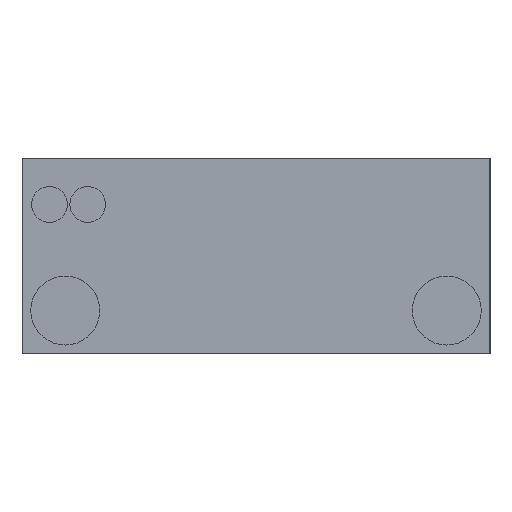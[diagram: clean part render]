
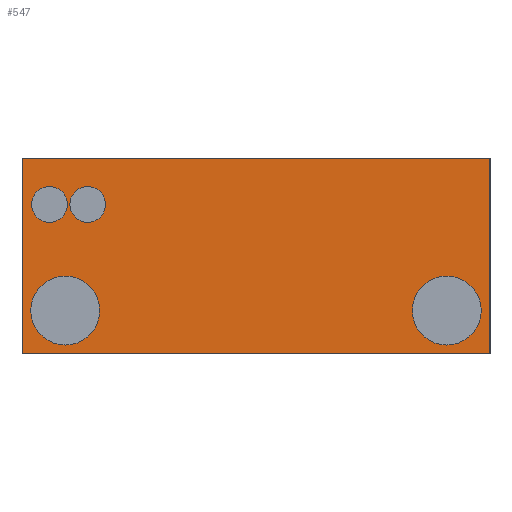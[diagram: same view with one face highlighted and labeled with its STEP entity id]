
A CAD part, left-side view. The second image highlights one B-rep face of the part: STEP entity #547.
In plain terms, the highlighted planar face has unit normal (-1, 0, 0).
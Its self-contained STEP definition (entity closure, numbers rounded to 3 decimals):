
#7 = CARTESIAN_POINT ( 'NONE',  ( -15., 5.208, 1.43 ) ) ;
#24 = DIRECTION ( 'NONE',  ( 0., 1., 0. ) ) ;
#26 = AXIS2_PLACEMENT_3D ( 'NONE', #759, #31, #24 ) ;
#31 = DIRECTION ( 'NONE',  ( -1., 0., 0. ) ) ;
#36 = DIRECTION ( 'NONE',  ( 1., 0., 0. ) ) ;
#54 = VERTEX_POINT ( 'NONE', #56 ) ;
#55 = DIRECTION ( 'NONE',  ( -1., 0., 0. ) ) ;
#56 = CARTESIAN_POINT ( 'NONE',  ( -15., 7.508, 1.43 ) ) ;
#57 = CARTESIAN_POINT ( 'NONE',  ( -15., 6.884, 4.968 ) ) ;
#65 = EDGE_CURVE ( 'NONE', #519, #653, #230, .T. ) ;
#69 = CARTESIAN_POINT ( 'NONE',  ( -15., 7.8, 0. ) ) ;
#86 = DIRECTION ( 'NONE',  ( -1., 0., 0. ) ) ;
#95 = CARTESIAN_POINT ( 'NONE',  ( -15., -6.358, 1.43 ) ) ;
#109 = FACE_BOUND ( 'NONE', #626, .T. ) ;
#124 = AXIS2_PLACEMENT_3D ( 'NONE', #730, #55, #179 ) ;
#134 = EDGE_CURVE ( 'NONE', #139, #239, #760, .T. ) ;
#139 = VERTEX_POINT ( 'NONE', #382 ) ;
#149 = DIRECTION ( 'NONE',  ( 0., 1., 0. ) ) ;
#151 = DIRECTION ( 'NONE',  ( 0., 1., 0. ) ) ;
#164 = ORIENTED_EDGE ( 'NONE', *, *, #241, .T. ) ;
#168 = EDGE_CURVE ( 'NONE', #614, #688, #406, .T. ) ;
#169 = LINE ( 'NONE', #337, #401 ) ;
#175 = CARTESIAN_POINT ( 'NONE',  ( -15., -7.8, 6.5 ) ) ;
#179 = DIRECTION ( 'NONE',  ( 0., 1., 0. ) ) ;
#183 = AXIS2_PLACEMENT_3D ( 'NONE', #707, #774, #471 ) ;
#200 = EDGE_CURVE ( 'NONE', #653, #501, #385, .T. ) ;
#202 = CARTESIAN_POINT ( 'NONE',  ( -15., -7.8, 0. ) ) ;
#207 = CARTESIAN_POINT ( 'NONE',  ( -15., 6.884, 4.968 ) ) ;
#208 = DIRECTION ( 'NONE',  ( 0., 1., 0. ) ) ;
#219 = CARTESIAN_POINT ( 'NONE',  ( -15., -6.358, 1.43 ) ) ;
#223 = ORIENTED_EDGE ( 'NONE', *, *, #412, .F. ) ;
#224 = FACE_BOUND ( 'NONE', #346, .T. ) ;
#230 = LINE ( 'NONE', #175, #771 ) ;
#239 = VERTEX_POINT ( 'NONE', #329 ) ;
#241 = EDGE_CURVE ( 'NONE', #519, #323, #569, .T. ) ;
#255 = EDGE_LOOP ( 'NONE', ( #467, #399 ) ) ;
#256 = CARTESIAN_POINT ( 'NONE',  ( -15., 5.61, 4.968 ) ) ;
#258 = CARTESIAN_POINT ( 'NONE',  ( -15., 7.8, 6.5 ) ) ;
#269 = VECTOR ( 'NONE', #632, 1000. ) ;
#271 = CARTESIAN_POINT ( 'NONE',  ( -15., 7.8, 6.5 ) ) ;
#274 = DIRECTION ( 'NONE',  ( 0., -1., 0. ) ) ;
#284 = ORIENTED_EDGE ( 'NONE', *, *, #134, .F. ) ;
#323 = VERTEX_POINT ( 'NONE', #69 ) ;
#329 = CARTESIAN_POINT ( 'NONE',  ( -15., 7.479, 4.968 ) ) ;
#336 = DIRECTION ( 'NONE',  ( 0., -1., 0. ) ) ;
#337 = CARTESIAN_POINT ( 'NONE',  ( -15., -7.8, 0. ) ) ;
#341 = AXIS2_PLACEMENT_3D ( 'NONE', #256, #698, #151 ) ;
#346 = EDGE_LOOP ( 'NONE', ( #223, #500 ) ) ;
#347 = CARTESIAN_POINT ( 'NONE',  ( -15., -7.508, 1.43 ) ) ;
#348 = ORIENTED_EDGE ( 'NONE', *, *, #200, .F. ) ;
#349 = AXIS2_PLACEMENT_3D ( 'NONE', #219, #36, #274 ) ;
#350 = CIRCLE ( 'NONE', #124, 1.15 ) ;
#362 = DIRECTION ( 'NONE',  ( 0., -1., 0. ) ) ;
#382 = CARTESIAN_POINT ( 'NONE',  ( -15., 6.289, 4.968 ) ) ;
#383 = DIRECTION ( 'NONE',  ( 1., 0., 0. ) ) ;
#385 = LINE ( 'NONE', #507, #269 ) ;
#399 = ORIENTED_EDGE ( 'NONE', *, *, #525, .F. ) ;
#401 = VECTOR ( 'NONE', #409, 1000. ) ;
#406 = CIRCLE ( 'NONE', #341, 0.595 ) ;
#409 = DIRECTION ( 'NONE',  ( 0., -1., 0. ) ) ;
#412 = EDGE_CURVE ( 'NONE', #54, #712, #414, .T. ) ;
#414 = CIRCLE ( 'NONE', #26, 1.15 ) ;
#453 = DIRECTION ( 'NONE',  ( -1., 0., 0. ) ) ;
#457 = VERTEX_POINT ( 'NONE', #639 ) ;
#459 = CARTESIAN_POINT ( 'NONE',  ( -15., 5.016, 4.968 ) ) ;
#461 = ORIENTED_EDGE ( 'NONE', *, *, #649, .T. ) ;
#463 = EDGE_LOOP ( 'NONE', ( #496, #284 ) ) ;
#466 = FACE_BOUND ( 'NONE', #255, .T. ) ;
#467 = ORIENTED_EDGE ( 'NONE', *, *, #168, .F. ) ;
#469 = ORIENTED_EDGE ( 'NONE', *, *, #542, .T. ) ;
#471 = DIRECTION ( 'NONE',  ( 0., 1., 0. ) ) ;
#474 = PLANE ( 'NONE',  #183 ) ;
#496 = ORIENTED_EDGE ( 'NONE', *, *, #700, .F. ) ;
#500 = ORIENTED_EDGE ( 'NONE', *, *, #750, .F. ) ;
#501 = VERTEX_POINT ( 'NONE', #202 ) ;
#507 = CARTESIAN_POINT ( 'NONE',  ( -15., -7.8, 6.5 ) ) ;
#517 = AXIS2_PLACEMENT_3D ( 'NONE', #95, #383, #336 ) ;
#519 = VERTEX_POINT ( 'NONE', #258 ) ;
#525 = EDGE_CURVE ( 'NONE', #688, #614, #667, .T. ) ;
#542 = EDGE_CURVE ( 'NONE', #457, #644, #713, .T. ) ;
#547 = ADVANCED_FACE ( 'NONE', ( #628, #109, #587, #224, #466 ), #474, .F. ) ;
#549 = DIRECTION ( 'NONE',  ( -1., 0., 0. ) ) ;
#560 = AXIS2_PLACEMENT_3D ( 'NONE', #207, #86, #149 ) ;
#562 = DIRECTION ( 'NONE',  ( 0., 0., -1. ) ) ;
#569 = LINE ( 'NONE', #271, #676 ) ;
#587 = FACE_OUTER_BOUND ( 'NONE', #686, .T. ) ;
#603 = AXIS2_PLACEMENT_3D ( 'NONE', #57, #549, #662 ) ;
#614 = VERTEX_POINT ( 'NONE', #783 ) ;
#626 = EDGE_LOOP ( 'NONE', ( #469, #461 ) ) ;
#628 = FACE_BOUND ( 'NONE', #463, .T. ) ;
#632 = DIRECTION ( 'NONE',  ( 0., 0., -1. ) ) ;
#639 = CARTESIAN_POINT ( 'NONE',  ( -15., -5.208, 1.43 ) ) ;
#641 = EDGE_CURVE ( 'NONE', #323, #501, #169, .T. ) ;
#644 = VERTEX_POINT ( 'NONE', #347 ) ;
#649 = EDGE_CURVE ( 'NONE', #644, #457, #781, .T. ) ;
#653 = VERTEX_POINT ( 'NONE', #654 ) ;
#654 = CARTESIAN_POINT ( 'NONE',  ( -15., -7.8, 6.5 ) ) ;
#662 = DIRECTION ( 'NONE',  ( 0., 1., 0. ) ) ;
#667 = CIRCLE ( 'NONE', #790, 0.595 ) ;
#676 = VECTOR ( 'NONE', #562, 1000. ) ;
#686 = EDGE_LOOP ( 'NONE', ( #738, #348, #740, #164 ) ) ;
#688 = VERTEX_POINT ( 'NONE', #459 ) ;
#698 = DIRECTION ( 'NONE',  ( -1., 0., 0. ) ) ;
#700 = EDGE_CURVE ( 'NONE', #239, #139, #724, .T. ) ;
#707 = CARTESIAN_POINT ( 'NONE',  ( -15., -7.8, 6.5 ) ) ;
#712 = VERTEX_POINT ( 'NONE', #7 ) ;
#713 = CIRCLE ( 'NONE', #517, 1.15 ) ;
#724 = CIRCLE ( 'NONE', #603, 0.595 ) ;
#730 = CARTESIAN_POINT ( 'NONE',  ( -15., 6.358, 1.43 ) ) ;
#738 = ORIENTED_EDGE ( 'NONE', *, *, #641, .T. ) ;
#740 = ORIENTED_EDGE ( 'NONE', *, *, #65, .F. ) ;
#750 = EDGE_CURVE ( 'NONE', #712, #54, #350, .T. ) ;
#759 = CARTESIAN_POINT ( 'NONE',  ( -15., 6.358, 1.43 ) ) ;
#760 = CIRCLE ( 'NONE', #560, 0.595 ) ;
#762 = CARTESIAN_POINT ( 'NONE',  ( -15., 5.61, 4.968 ) ) ;
#771 = VECTOR ( 'NONE', #362, 1000. ) ;
#774 = DIRECTION ( 'NONE',  ( 1., 0., 0. ) ) ;
#781 = CIRCLE ( 'NONE', #349, 1.15 ) ;
#783 = CARTESIAN_POINT ( 'NONE',  ( -15., 6.205, 4.968 ) ) ;
#790 = AXIS2_PLACEMENT_3D ( 'NONE', #762, #453, #208 ) ;
